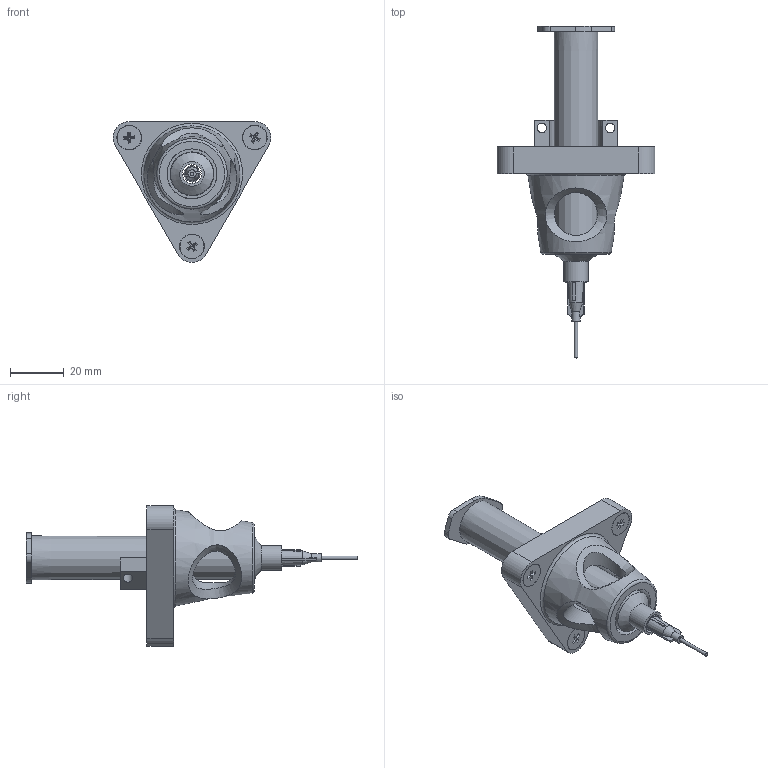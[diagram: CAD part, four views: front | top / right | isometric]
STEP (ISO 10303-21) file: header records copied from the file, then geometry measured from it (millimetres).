
FILE_DESCRIPTION(/* description */ ('Alibre Inc.'),/* implementation_level */ '2;1');
FILE_NAME(/* name */ 'export0',/* time_stamp */ '2015-07-05T23:18:31+12:00',/* author */ (''),/* organization */ (''),/* preprocessor_version */ 'ST-DEVELOPER v14',/* originating_system */ 'Alibre',/* authorisation */ '');
FILE_SCHEMA (('CONFIG_CONTROL_DESIGN'));
Length unit declared in the file: centimetre
Products named in the file (6): ID_1; ID_2
Bounding box: 58.77 x 123.6 x 52.5 mm (x, y, z)
Volume: 32842 mm3; surface area: 22081.9 mm2
Topology: 9 solids, 9 shells, 192 faces, 481 edges, 318 vertices
Faces by surface type: plane 139, cylinder 32, cone 15, bspline 3, torus 2, extrusion 1
Full cylindrical faces by diameter (mm): 1.1 x1, 1.26 x1, 3 x1, 3.5 x2, 4 x1, 5 x6, 5.2 x3, 7.2 x1, 9.2 x1, 16 x3, 18.6 x1
Entity records: 5485 total; most frequent: CARTESIAN_POINT 1646, ORIENTED_EDGE 624, DIRECTION 565, EDGE_CURVE 312, AXIS2_PLACEMENT_3D 222, VERTEX_POINT 221, VECTOR 214, LINE 213
